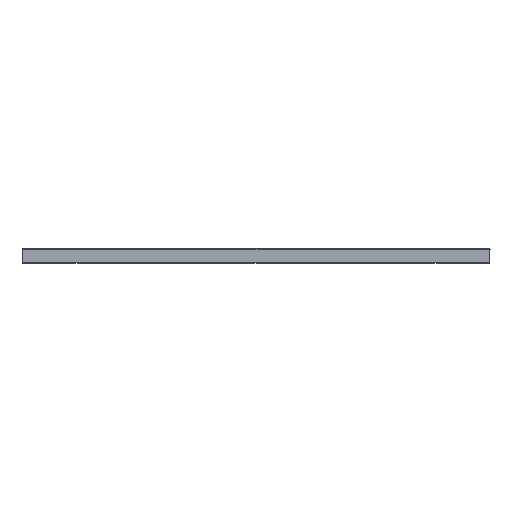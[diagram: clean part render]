
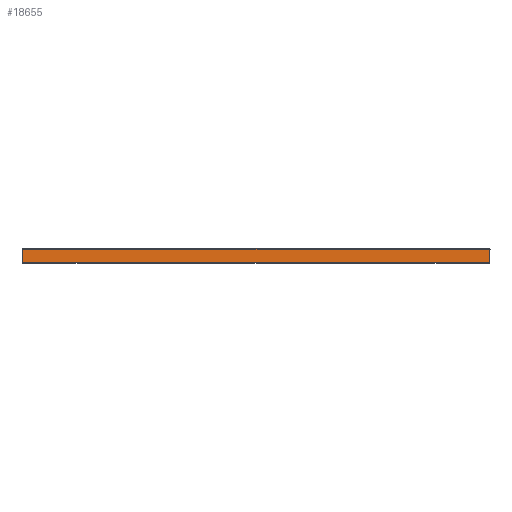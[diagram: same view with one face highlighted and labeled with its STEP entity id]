
A CAD part, top view. The second image highlights one B-rep face of the part: STEP entity #18655.
In plain terms, the highlighted planar face has unit normal (0, 0.035, 0.999).
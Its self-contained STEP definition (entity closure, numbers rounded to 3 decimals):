
#1=CARTESIAN_POINT('',(-650.,-1.967,436.172));
#2=CARTESIAN_POINT('',(-646.999,-1.969,436.172));
#3=CARTESIAN_POINT('',(-620.086,-1.989,436.173));
#4=CARTESIAN_POINT('',(-566.752,-2.024,436.174));
#5=CARTESIAN_POINT('',(-516.419,-2.039,436.174));
#6=CARTESIAN_POINT('',(-490.,-2.039,436.174));
#8=CARTESIAN_POINT('',(490.,-2.039,436.174));
#9=CARTESIAN_POINT('',(512.52,-2.039,436.174));
#10=CARTESIAN_POINT('',(557.35,-2.027,436.174));
#11=CARTESIAN_POINT('',(610.683,-1.995,436.173));
#12=CARTESIAN_POINT('',(641.497,-1.973,436.172));
#13=CARTESIAN_POINT('',(650.,-1.967,436.172));
#15=DIRECTION('',(0.,-0.999,0.035));
#16=VECTOR('',#15,38.056);
#17=CARTESIAN_POINT('',(-650.,-1.967,436.172));
#18=LINE('',#17,#16);
#75=DIRECTION('',(1.,0.,0.));
#76=VECTOR('',#75,1300.);
#77=CARTESIAN_POINT('',(-650.,-40.,437.5));
#78=LINE('',#77,#76);
#349=DIRECTION('',(0.,0.999,-0.035));
#350=VECTOR('',#349,38.056);
#351=CARTESIAN_POINT('',(650.,-40.,437.5));
#352=LINE('',#351,#350);
#436=CARTESIAN_POINT('',(490.,-2.039,436.174));
#437=CARTESIAN_POINT('',(480.595,-2.039,436.174));
#438=CARTESIAN_POINT('',(462.266,-2.038,436.174));
#439=CARTESIAN_POINT('',(436.502,-2.036,436.174));
#440=CARTESIAN_POINT('',(411.604,-2.033,436.174));
#441=CARTESIAN_POINT('',(386.59,-2.028,436.174));
#442=CARTESIAN_POINT('',(362.867,-2.023,436.174));
#443=CARTESIAN_POINT('',(338.492,-2.018,436.174));
#444=CARTESIAN_POINT('',(313.269,-2.011,436.173));
#445=CARTESIAN_POINT('',(287.125,-2.004,436.173));
#446=CARTESIAN_POINT('',(258.602,-1.996,436.173));
#447=CARTESIAN_POINT('',(226.769,-1.987,436.173));
#448=CARTESIAN_POINT('',(190.653,-1.977,436.172));
#449=CARTESIAN_POINT('',(149.069,-1.966,436.172));
#450=CARTESIAN_POINT('',(117.09,-1.959,436.172));
#451=CARTESIAN_POINT('',(100.087,-1.955,436.171));
#477=DIRECTION('',(-1.,0.,0.));
#478=VECTOR('',#477,100.087);
#479=CARTESIAN_POINT('',(100.087,-1.955,436.171));
#480=LINE('',#479,#478);
#486=DIRECTION('',(-1.,0.,0.));
#487=VECTOR('',#486,100.087);
#488=CARTESIAN_POINT('',(0.,-1.955,
436.171));
#489=LINE('',#488,#487);
#520=CARTESIAN_POINT('',(-100.087,-1.955,436.171));
#521=CARTESIAN_POINT('',(-143.442,-1.964,436.172));
#522=CARTESIAN_POINT('',(-230.131,-1.983,436.172));
#523=CARTESIAN_POINT('',(-360.102,-2.011,436.173));
#524=CARTESIAN_POINT('',(-446.708,-2.029,436.174));
#525=CARTESIAN_POINT('',(-490.,-2.039,436.174));
#16963=CARTESIAN_POINT('',(-650.,-1.967,436.172));
#16964=CARTESIAN_POINT('',(-650.,-40.,437.5));
#16965=VERTEX_POINT('',#16963);
#16966=VERTEX_POINT('',#16964);
#16967=VERTEX_POINT('',#6);
#16968=VERTEX_POINT('',#520);
#16969=CARTESIAN_POINT('',(0.,-1.955,
436.171));
#16970=VERTEX_POINT('',#16969);
#16971=CARTESIAN_POINT('',(100.087,-1.955,
436.171));
#16972=VERTEX_POINT('',#16971);
#16973=VERTEX_POINT('',#436);
#16974=VERTEX_POINT('',#13);
#16975=CARTESIAN_POINT('',(650.,-40.,437.5));
#16976=VERTEX_POINT('',#16975);
#18630=CARTESIAN_POINT('',(0.,-20.977,
436.836));
#18631=DIRECTION('',(0.,0.035,0.999));
#18632=DIRECTION('',(0.,0.999,-0.035));
#18633=AXIS2_PLACEMENT_3D('',#18630,#18631,#18632);
#18634=PLANE('',#18633);
#18636=ORIENTED_EDGE('',*,*,#18635,.F.);
#18638=ORIENTED_EDGE('',*,*,#18637,.T.);
#18640=ORIENTED_EDGE('',*,*,#18639,.F.);
#18642=ORIENTED_EDGE('',*,*,#18641,.F.);
#18644=ORIENTED_EDGE('',*,*,#18643,.F.);
#18646=ORIENTED_EDGE('',*,*,#18645,.F.);
#18648=ORIENTED_EDGE('',*,*,#18647,.T.);
#18650=ORIENTED_EDGE('',*,*,#18649,.F.);
#18652=ORIENTED_EDGE('',*,*,#18651,.F.);
#18653=EDGE_LOOP('',(#18636,#18638,#18640,#18642,#18644,#18646,#18648,#18650,
#18652));
#18654=FACE_OUTER_BOUND('',#18653,.F.);
#18655=ADVANCED_FACE('',(#18654),#18634,.T.);
#7=B_SPLINE_CURVE_WITH_KNOTS('',3,(#1,#2,#3,#4,#5,#6),.UNSPECIFIED.,.F.,.F.,(4,
1,1,4),(0.,0.056,0.505,1.),.UNSPECIFIED.);
#14=B_SPLINE_CURVE_WITH_KNOTS('',3,(#8,#9,#10,#11,#12,#13),.UNSPECIFIED.,.F.,
.F.,(4,1,1,4),(0.,0.422,0.841,1.),.UNSPECIFIED.);
#452=B_SPLINE_CURVE_WITH_KNOTS('',3,(#436,#437,#438,#439,#440,#441,#442,#443,
#444,#445,#446,#447,#448,#449,#450,#451),.UNSPECIFIED.,.F.,.F.,(4,1,1,1,1,1,1,1,
1,1,1,1,1,4),(0.,0.077,0.154,0.231,
0.308,0.385,0.462,0.538,
0.615,0.692,0.769,0.846,
0.923,1.),.UNSPECIFIED.);
#526=B_SPLINE_CURVE_WITH_KNOTS('',3,(#520,#521,#522,#523,#524,#525),
.UNSPECIFIED.,.F.,.F.,(4,1,1,4),(0.,0.333,0.667,1.),
.UNSPECIFIED.);
#18635=EDGE_CURVE('',#16965,#16966,#18,.T.);
#18637=EDGE_CURVE('',#16965,#16967,#7,.T.);
#18639=EDGE_CURVE('',#16968,#16967,#526,.T.);
#18641=EDGE_CURVE('',#16970,#16968,#489,.T.);
#18643=EDGE_CURVE('',#16972,#16970,#480,.T.);
#18645=EDGE_CURVE('',#16973,#16972,#452,.T.);
#18647=EDGE_CURVE('',#16973,#16974,#14,.T.);
#18649=EDGE_CURVE('',#16976,#16974,#352,.T.);
#18651=EDGE_CURVE('',#16966,#16976,#78,.T.);
